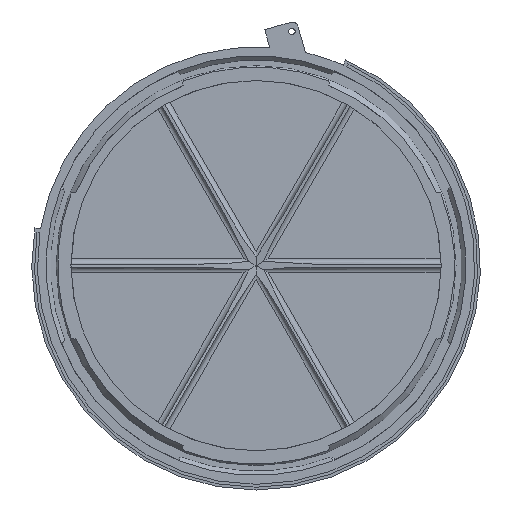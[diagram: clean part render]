
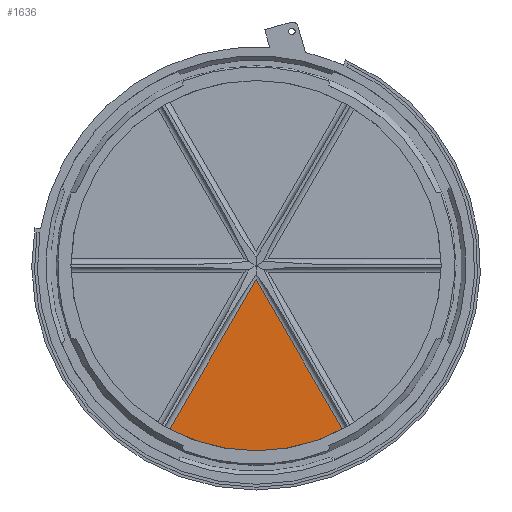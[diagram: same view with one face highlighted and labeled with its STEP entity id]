
A CAD part, front view. The second image highlights one B-rep face of the part: STEP entity #1636.
In plain terms, the highlighted planar face has unit normal (0, -1, 0).
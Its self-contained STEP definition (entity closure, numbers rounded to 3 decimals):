
#75 = EDGE_CURVE ( 'NONE', #813, #3234, #1914, .T. ) ;
#101 = EDGE_CURVE ( 'NONE', #3748, #813, #1624, .T. ) ;
#203 = CARTESIAN_POINT ( 'NONE',  ( 47.204, 109.9, -89.359 ) ) ;
#348 = DIRECTION ( 'NONE',  ( 0., -1., 0. ) ) ;
#429 = EDGE_CURVE ( 'NONE', #3234, #956, #1599, .T. ) ;
#615 = ORIENTED_EDGE ( 'NONE', *, *, #75, .T. ) ;
#651 = AXIS2_PLACEMENT_3D ( 'NONE', #968, #348, #2670 ) ;
#711 = VECTOR ( 'NONE', #4195, 1000. ) ;
#813 = VERTEX_POINT ( 'NONE', #203 ) ;
#956 = VERTEX_POINT ( 'NONE', #2529 ) ;
#968 = CARTESIAN_POINT ( 'NONE',  ( 0., 109.9, 0. ) ) ;
#976 = DIRECTION ( 'NONE',  ( 0., 1., 0. ) ) ;
#1001 = VECTOR ( 'NONE', #4190, 1000. ) ;
#1128 = ORIENTED_EDGE ( 'NONE', *, *, #429, .T. ) ;
#1438 = EDGE_CURVE ( 'NONE', #956, #3748, #3039, .T. ) ;
#1522 = PLANE ( 'NONE',  #1688 ) ;
#1548 = EDGE_LOOP ( 'NONE', ( #1128, #3993, #3146, #615 ) ) ;
#1599 = LINE ( 'NONE', #2903, #1001 ) ;
#1624 = CIRCLE ( 'NONE', #651, 101.061 ) ;
#1636 = ADVANCED_FACE ( 'NONE', ( #1780 ), #1522, .F. ) ;
#1688 = AXIS2_PLACEMENT_3D ( 'NONE', #3144, #976, #2238 ) ;
#1780 = FACE_OUTER_BOUND ( 'NONE', #1548, .T. ) ;
#1914 = LINE ( 'NONE', #2906, #711 ) ;
#2238 = DIRECTION ( 'NONE',  ( 0., 0., 1. ) ) ;
#2479 = CARTESIAN_POINT ( 'NONE',  ( 0., 109.9, -7.6 ) ) ;
#2529 = CARTESIAN_POINT ( 'NONE',  ( -47.204, 109.9, -89.359 ) ) ;
#2605 = DIRECTION ( 'NONE',  ( 0., -1., 0. ) ) ;
#2643 = AXIS2_PLACEMENT_3D ( 'NONE', #2927, #2605, #3928 ) ;
#2670 = DIRECTION ( 'NONE',  ( 0., 0., -1. ) ) ;
#2903 = CARTESIAN_POINT ( 'NONE',  ( -47.238, 109.9, -89.418 ) ) ;
#2906 = CARTESIAN_POINT ( 'NONE',  ( 47.239, 109.9, -89.421 ) ) ;
#2927 = CARTESIAN_POINT ( 'NONE',  ( 0., 109.9, 0. ) ) ;
#3039 = CIRCLE ( 'NONE', #2643, 101.061 ) ;
#3144 = CARTESIAN_POINT ( 'NONE',  ( -101.061, 109.9, 0. ) ) ;
#3146 = ORIENTED_EDGE ( 'NONE', *, *, #101, .T. ) ;
#3234 = VERTEX_POINT ( 'NONE', #2479 ) ;
#3748 = VERTEX_POINT ( 'NONE', #4103 ) ;
#3928 = DIRECTION ( 'NONE',  ( 0., 0., -1. ) ) ;
#3993 = ORIENTED_EDGE ( 'NONE', *, *, #1438, .T. ) ;
#4103 = CARTESIAN_POINT ( 'NONE',  ( 0., 109.9, -101.061 ) ) ;
#4190 = DIRECTION ( 'NONE',  ( -0.5, 0., -0.866 ) ) ;
#4195 = DIRECTION ( 'NONE',  ( -0.5, 0., 0.866 ) ) ;
